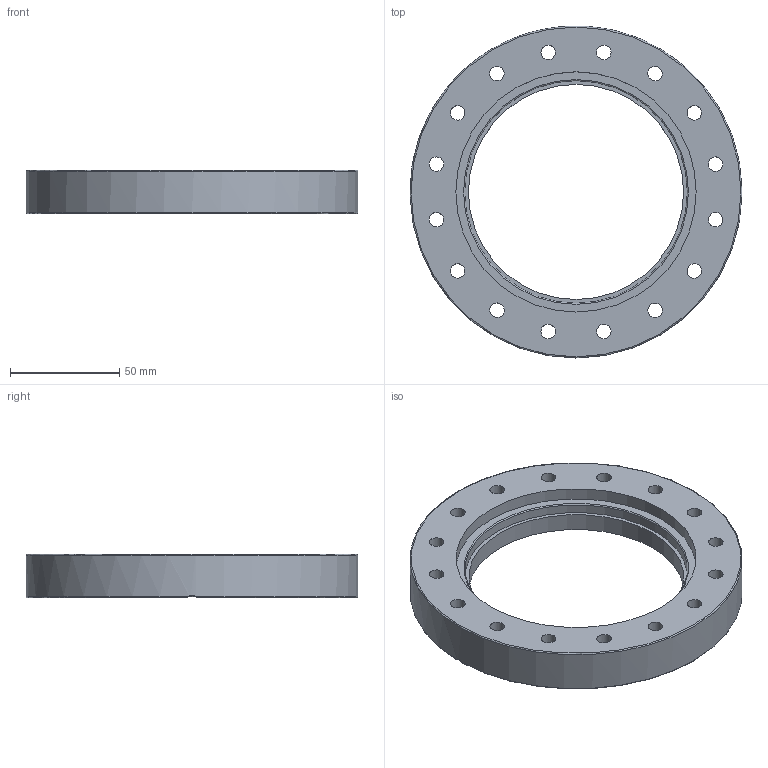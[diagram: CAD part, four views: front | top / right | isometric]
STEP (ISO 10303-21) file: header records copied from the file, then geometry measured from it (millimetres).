
FILE_DESCRIPTION((''),'2;1');
FILE_NAME('F100RB101T-304.stp','2009-03-13T09:00:51',('hasers'),(''),'Autodesk Inventor 2008','Autodesk Inventor 2008','');
FILE_SCHEMA(('AUTOMOTIVE_DESIGN { 1 0 10303 214 1 1 1 1 }'));
Length unit declared in the file: millimetre
Products named in the file (4): F100RB101T-304; i-F100RB101T-304; CF-R [Subject [Summary]=-304][Title [Summary]=F100ROT]; CF-R [Subject [Summary]=-304][Title [Summary]=F100RIB101]
Assembly tree (3 placements, depth 3):
  F100RB101T-304
    i-F100RB101T-304
      CF-R [Subject [Summary]=-304][Title [Summary]=F100ROT]
      CF-R [Subject [Summary]=-304][Title [Summary]=F100RIB101]
Bounding box: 152 x 152 x 20 mm (x, y, z)
Volume: 180838.9 mm3; surface area: 56194.1 mm2
Topology: 2 solids, 2 shells, 43 faces, 123 edges, 85 vertices
Faces by surface type: bspline 23, torus 7, cylinder 5, plane 5, cone 3
Full cylindrical faces by diameter (mm): 120.4 x1, 121.2 x1, 152 x1
Entity records: 1655 total; most frequent: CARTESIAN_POINT 667, DIRECTION 174, ORIENTED_EDGE 140, EDGE_LOOP 112, AXIS2_PLACEMENT_3D 85, EDGE_CURVE 70, FACE_BOUND 69, VERTEX_POINT 64
